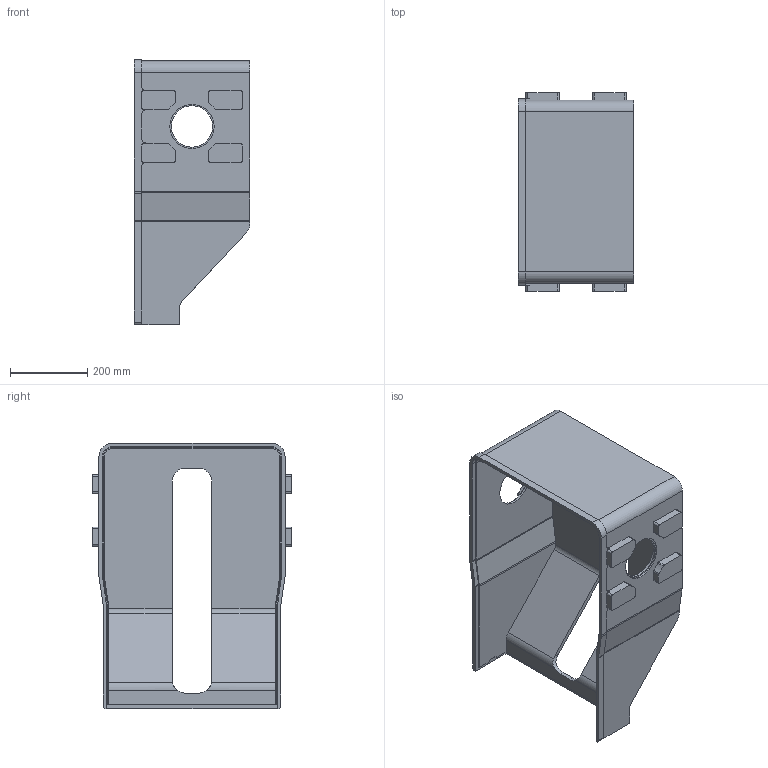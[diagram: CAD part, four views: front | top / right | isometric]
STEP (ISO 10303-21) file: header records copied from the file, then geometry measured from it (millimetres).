
FILE_DESCRIPTION(('STEP AP214'),'1');
FILE_NAME('solid1.stp','2017-09-11T13:49:56',(' '),(' '),'Spatial InterOp 3D',' ',' ');
FILE_SCHEMA(('AUTOMOTIVE_DESIGN { 1 0 10303 214 1 1 1 1 }'));
Length unit declared in the file: millimetre
Products named in the file (1): Solid
Bounding box: 300 x 515 x 687.25 mm (x, y, z)
Volume: 7973898.3 mm3; surface area: 1572505.8 mm2
Topology: 1 solids, 1 shells, 216 faces, 628 edges, 418 vertices
Faces by surface type: plane 110, cylinder 106
Entity records: 12091 total; most frequent: CARTESIAN_POINT 1309, DIRECTION 1270, ORIENTED_EDGE 1256, STYLED_ITEM 837, PRESENTATION_STYLE_ASSIGNMENT 837, COLOUR_RGB 837, EDGE_CURVE 628, CURVE_STYLE 620
